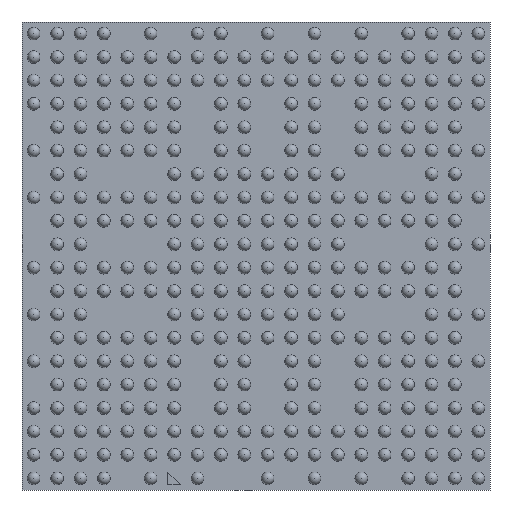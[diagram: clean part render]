
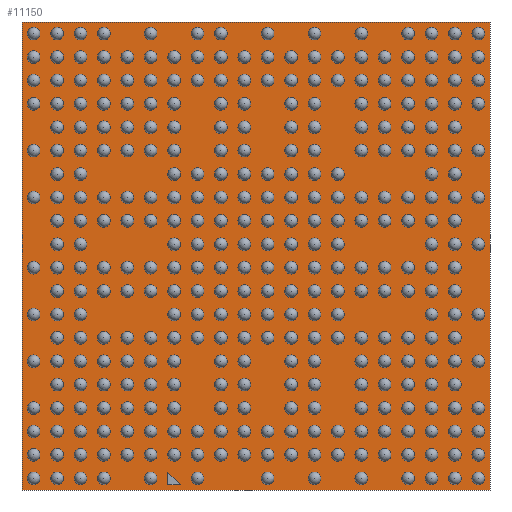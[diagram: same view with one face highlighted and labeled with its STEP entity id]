
A CAD part, front view. The second image highlights one B-rep face of the part: STEP entity #11150.
In plain terms, the highlighted planar face has unit normal (0, -1, 0).
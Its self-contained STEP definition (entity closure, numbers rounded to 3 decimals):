
#594 = VECTOR ( 'NONE', #8741, 1000. ) ;
#801 = EDGE_LOOP ( 'NONE', ( #18164, #7761, #16081 ) ) ;
#1106 = EDGE_CURVE ( 'NONE', #25228, #2841, #4941, .T. ) ;
#1116 = VERTEX_POINT ( 'NONE', #15560 ) ;
#1141 = VECTOR ( 'NONE', #20288, 1000. ) ;
#1343 = CARTESIAN_POINT ( 'NONE',  ( -2.1, 0.3, -6.35 ) ) ;
#1664 = DIRECTION ( 'NONE',  ( 0., 0., 1. ) ) ;
#1926 = ORIENTED_EDGE ( 'NONE', *, *, #6516, .T. ) ;
#1986 = LINE ( 'NONE', #19717, #594 ) ;
#2841 = VERTEX_POINT ( 'NONE', #9624 ) ;
#3495 = LINE ( 'NONE', #18848, #18308 ) ;
#3557 = ORIENTED_EDGE ( 'NONE', *, *, #18196, .T. ) ;
#4798 = DIRECTION ( 'NONE',  ( -0.707, 0., 0.707 ) ) ;
#4909 = CARTESIAN_POINT ( 'NONE',  ( 6.5, 0.3, -6.5 ) ) ;
#4941 = LINE ( 'NONE', #13443, #22864 ) ;
#5058 = FACE_OUTER_BOUND ( 'NONE', #25883, .T. ) ;
#6516 = EDGE_CURVE ( 'NONE', #26367, #25609, #22394, .T. ) ;
#7658 = LINE ( 'NONE', #9116, #1141 ) ;
#7761 = ORIENTED_EDGE ( 'NONE', *, *, #1106, .F. ) ;
#7904 = LINE ( 'NONE', #11506, #21727 ) ;
#8027 = VECTOR ( 'NONE', #21238, 1000. ) ;
#8224 = VECTOR ( 'NONE', #1664, 1000. ) ;
#8741 = DIRECTION ( 'NONE',  ( -1., 0., 0. ) ) ;
#9116 = CARTESIAN_POINT ( 'NONE',  ( -2.1, 0.3, -6.35 ) ) ;
#9624 = CARTESIAN_POINT ( 'NONE',  ( -2.45, 0.3, -6. ) ) ;
#10120 = DIRECTION ( 'NONE',  ( 0., 1., 0. ) ) ;
#10529 = EDGE_CURVE ( 'NONE', #16782, #1116, #7904, .T. ) ;
#11150 = ADVANCED_FACE ( 'NONE', ( #25766, #5058 ), #25548, .F. ) ;
#11506 = CARTESIAN_POINT ( 'NONE',  ( -6.5, 0.3, 6.5 ) ) ;
#11511 = LINE ( 'NONE', #18996, #8027 ) ;
#12688 = EDGE_CURVE ( 'NONE', #1116, #26367, #11511, .T. ) ;
#13443 = CARTESIAN_POINT ( 'NONE',  ( -2.45, 0.3, -6. ) ) ;
#13692 = EDGE_CURVE ( 'NONE', #2841, #23626, #3495, .T. ) ;
#13787 = DIRECTION ( 'NONE',  ( 0., 0., -1. ) ) ;
#14809 = CARTESIAN_POINT ( 'NONE',  ( 6.5, 0.3, 6.5 ) ) ;
#15560 = CARTESIAN_POINT ( 'NONE',  ( -6.5, 0.3, -6.5 ) ) ;
#16081 = ORIENTED_EDGE ( 'NONE', *, *, #26965, .F. ) ;
#16782 = VERTEX_POINT ( 'NONE', #19779 ) ;
#18164 = ORIENTED_EDGE ( 'NONE', *, *, #13692, .F. ) ;
#18196 = EDGE_CURVE ( 'NONE', #25609, #16782, #1986, .T. ) ;
#18308 = VECTOR ( 'NONE', #27853, 1000. ) ;
#18678 = DIRECTION ( 'NONE',  ( 0., 0., 1. ) ) ;
#18848 = CARTESIAN_POINT ( 'NONE',  ( -2.45, 0.3, -6.35 ) ) ;
#18996 = CARTESIAN_POINT ( 'NONE',  ( -6.5, 0.3, -6.5 ) ) ;
#19717 = CARTESIAN_POINT ( 'NONE',  ( -6.5, 0.3, 6.5 ) ) ;
#19779 = CARTESIAN_POINT ( 'NONE',  ( -6.5, 0.3, 6.5 ) ) ;
#20288 = DIRECTION ( 'NONE',  ( 1., 0., 0. ) ) ;
#21205 = CARTESIAN_POINT ( 'NONE',  ( 0., 0.3, 0. ) ) ;
#21238 = DIRECTION ( 'NONE',  ( 1., 0., 0. ) ) ;
#21447 = CARTESIAN_POINT ( 'NONE',  ( 6.5, 0.3, 6.5 ) ) ;
#21727 = VECTOR ( 'NONE', #13787, 1000. ) ;
#22394 = LINE ( 'NONE', #14809, #8224 ) ;
#22864 = VECTOR ( 'NONE', #4798, 1000. ) ;
#23626 = VERTEX_POINT ( 'NONE', #27671 ) ;
#23833 = ORIENTED_EDGE ( 'NONE', *, *, #10529, .T. ) ;
#25228 = VERTEX_POINT ( 'NONE', #1343 ) ;
#25548 = PLANE ( 'NONE',  #27953 ) ;
#25609 = VERTEX_POINT ( 'NONE', #21447 ) ;
#25766 = FACE_BOUND ( 'NONE', #801, .T. ) ;
#25883 = EDGE_LOOP ( 'NONE', ( #1926, #3557, #23833, #28483 ) ) ;
#26367 = VERTEX_POINT ( 'NONE', #4909 ) ;
#26965 = EDGE_CURVE ( 'NONE', #23626, #25228, #7658, .T. ) ;
#27671 = CARTESIAN_POINT ( 'NONE',  ( -2.45, 0.3, -6.35 ) ) ;
#27853 = DIRECTION ( 'NONE',  ( 0., 0., -1. ) ) ;
#27953 = AXIS2_PLACEMENT_3D ( 'NONE', #21205, #10120, #18678 ) ;
#28483 = ORIENTED_EDGE ( 'NONE', *, *, #12688, .T. ) ;
